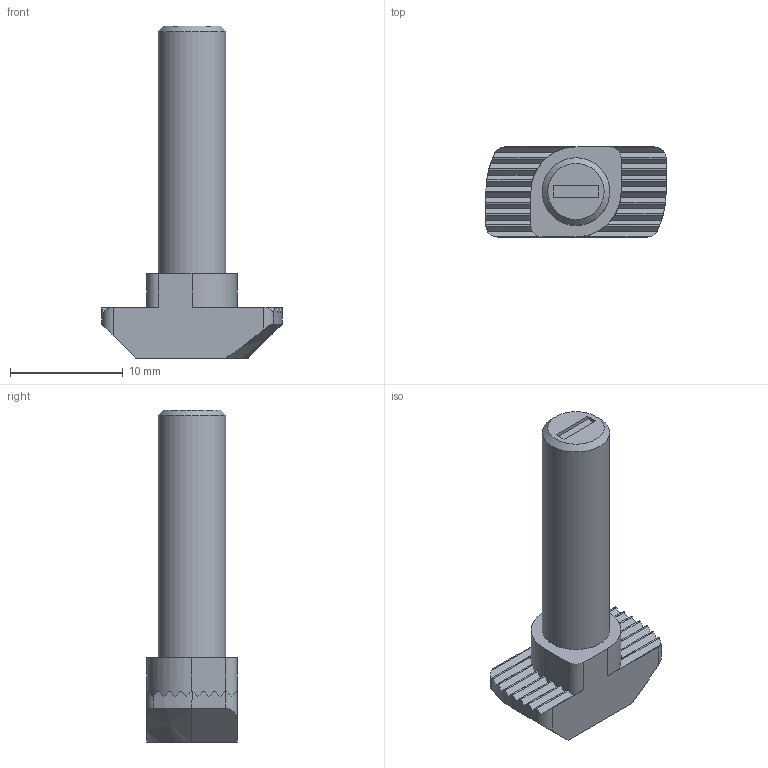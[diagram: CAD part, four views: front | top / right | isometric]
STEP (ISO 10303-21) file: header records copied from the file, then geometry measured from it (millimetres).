
FILE_DESCRIPTION((''),'2;1');
FILE_NAME('AR3400 śruba młoteczkowa M6x25 [8].stp','2016-07-12T15:01:47',('Envy'),(''),'Autodesk Inventor 2013','Autodesk Inventor 2013','');
FILE_SCHEMA(('AUTOMOTIVE_DESIGN { 1 0 10303 214 1 1 1 1 }'));
Length unit declared in the file: millimetre
Products named in the file (1): AR3400 śruba młoteczkowa M6x25 [8]
Bounding box: 16 x 8 x 29.5 mm (x, y, z)
Volume: 1244.7 mm3; surface area: 949.9 mm2
Topology: 1 solids, 1 shells, 95 faces, 272 edges, 182 vertices
Faces by surface type: plane 61, cylinder 30, cone 4
Full cylindrical faces by diameter (mm): 6 x2
Entity records: 3337 total; most frequent: CARTESIAN_POINT 838, ORIENTED_EDGE 534, DIRECTION 494, EDGE_CURVE 267, VERTEX_POINT 181, AXIS2_PLACEMENT_3D 175, VECTOR 144, LINE 144
